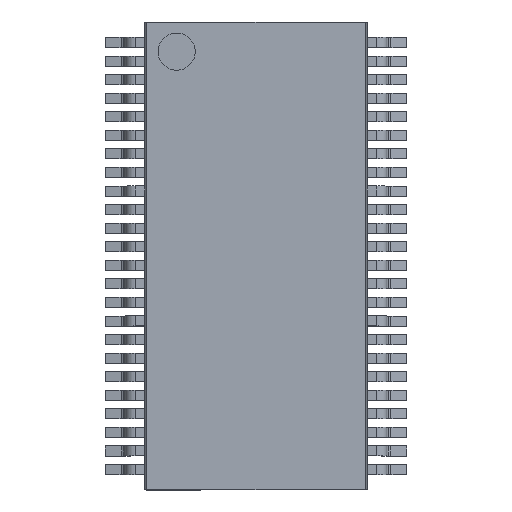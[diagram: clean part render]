
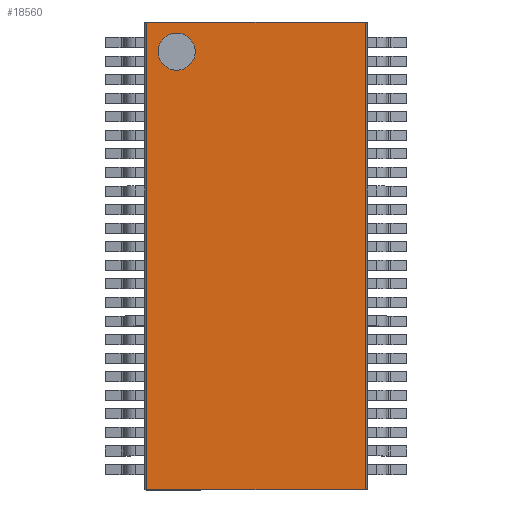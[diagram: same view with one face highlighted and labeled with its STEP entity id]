
A CAD part, top view. The second image highlights one B-rep face of the part: STEP entity #18560.
In plain terms, the highlighted planar face has unit normal (0, 0, 1).
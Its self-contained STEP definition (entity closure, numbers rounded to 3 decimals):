
#18417=CARTESIAN_POINT('',(-1.636,5.5,1.199));
#18418=VERTEX_POINT('',#18417);
#18434=CARTESIAN_POINT('',(-2.636,5.5,1.199));
#18435=VERTEX_POINT('',#18434);
#18442=CARTESIAN_POINT('',(-2.136,5.5,1.199));
#18443=DIRECTION('',(0.0,0.0,-1.0));
#18444=DIRECTION('',(1.0,0.0,0.0));
#18445=AXIS2_PLACEMENT_3D('',#18442,#18443,#18444);
#18446=CIRCLE('',#18445,0.5);
#18447=EDGE_CURVE('',#18418,#18435,#18446,.T.);
#18458=CARTESIAN_POINT('',(-2.136,5.5,1.199));
#18459=DIRECTION('',(0.0,0.0,-1.0));
#18460=DIRECTION('',(1.0,0.0,0.0));
#18461=AXIS2_PLACEMENT_3D('',#18458,#18459,#18460);
#18462=CIRCLE('',#18461,0.5);
#18463=EDGE_CURVE('',#18435,#18418,#18462,.T.);
#18493=CARTESIAN_POINT('',(2.936,6.3,1.199));
#18494=VERTEX_POINT('',#18493);
#18501=CARTESIAN_POINT('',(2.936,-6.3,1.199));
#18502=VERTEX_POINT('',#18501);
#18503=CARTESIAN_POINT('',(2.936,-6.3,1.199));
#18504=DIRECTION('',(0.0,1.0,0.0));
#18505=VECTOR('',#18504,12.6);
#18506=LINE('',#18503,#18505);
#18507=EDGE_CURVE('',#18502,#18494,#18506,.T.);
#18526=CARTESIAN_POINT('',(2.936,-6.3,1.199));
#18527=DIRECTION('',(0.0,0.0,1.0));
#18528=DIRECTION('',(0.0,-1.0,0.0));
#18529=AXIS2_PLACEMENT_3D('',#18526,#18527,#18528);
#18530=PLANE('',#18529);
#18531=CARTESIAN_POINT('',(-2.936,6.3,1.199));
#18532=VERTEX_POINT('',#18531);
#18533=CARTESIAN_POINT('',(2.936,6.3,1.199));
#18534=DIRECTION('',(-1.0,0.0,0.0));
#18535=VECTOR('',#18534,5.871);
#18536=LINE('',#18533,#18535);
#18537=EDGE_CURVE('',#18494,#18532,#18536,.T.);
#18538=ORIENTED_EDGE('',*,*,#18537,.T.);
#18539=CARTESIAN_POINT('',(-2.936,-6.3,1.199));
#18540=VERTEX_POINT('',#18539);
#18541=CARTESIAN_POINT('',(-2.936,-6.3,1.199));
#18542=DIRECTION('',(0.0,1.0,0.0));
#18543=VECTOR('',#18542,12.6);
#18544=LINE('',#18541,#18543);
#18545=EDGE_CURVE('',#18540,#18532,#18544,.T.);
#18546=ORIENTED_EDGE('',*,*,#18545,.F.);
#18547=CARTESIAN_POINT('',(-2.936,-6.3,1.199));
#18548=DIRECTION('',(1.0,0.0,0.0));
#18549=VECTOR('',#18548,5.871);
#18550=LINE('',#18547,#18549);
#18551=EDGE_CURVE('',#18540,#18502,#18550,.T.);
#18552=ORIENTED_EDGE('',*,*,#18551,.T.);
#18553=ORIENTED_EDGE('',*,*,#18507,.T.);
#18554=EDGE_LOOP('',(#18538,#18546,#18552,#18553));
#18555=FACE_OUTER_BOUND('',#18554,.T.);
#18556=ORIENTED_EDGE('',*,*,#18447,.T.);
#18557=ORIENTED_EDGE('',*,*,#18463,.T.);
#18558=EDGE_LOOP('',(#18556,#18557));
#18559=FACE_BOUND('',#18558,.T.);
#18560=ADVANCED_FACE('',(#18555,#18559),#18530,.T.);
